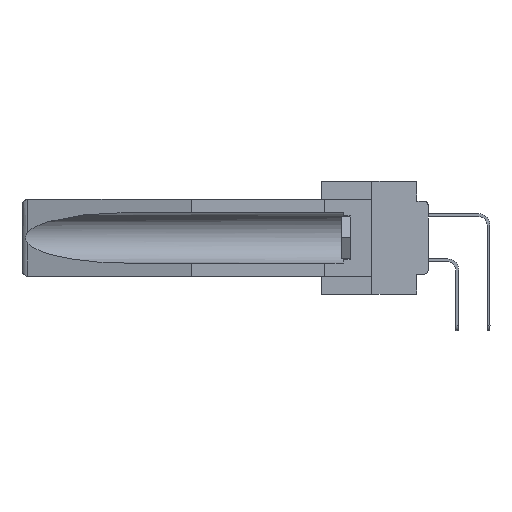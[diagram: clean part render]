
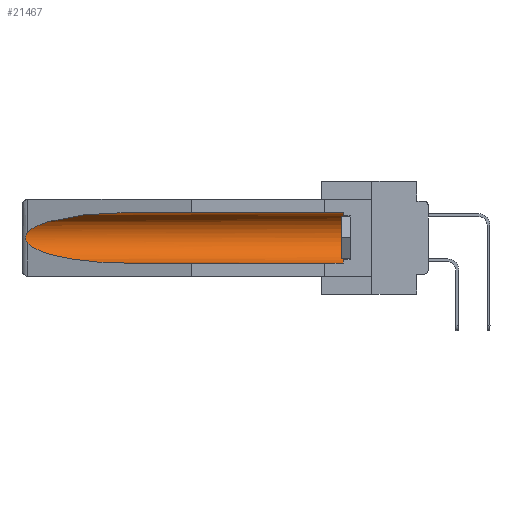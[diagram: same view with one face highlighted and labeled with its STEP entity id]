
A CAD part, left-side view. The second image highlights one B-rep face of the part: STEP entity #21467.
In plain terms, the highlighted cylindrical face has radius 2.857 mm (diameter 5.715 mm), a partial arc.
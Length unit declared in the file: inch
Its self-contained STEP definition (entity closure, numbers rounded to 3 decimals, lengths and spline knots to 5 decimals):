
#367 = CARTESIAN_POINT ( 'NONE',  ( 0.155, -0.30754, -0.1715 ) ) ;
#524 = CARTESIAN_POINT ( 'NONE',  ( 0.155, 1.07973, -0.059 ) ) ;
#740 = DIRECTION ( 'NONE',  ( 0., 1., 0. ) ) ;
#1172 = EDGE_CURVE ( 'NONE', #5504, #16823, #20885, .T. ) ;
#1223 = AXIS2_PLACEMENT_3D ( 'NONE', #367, #740, #17066 ) ;
#1617 = CARTESIAN_POINT ( 'NONE',  ( 0.2673, 1.53269, -0.17917 ) ) ;
#1736 = CARTESIAN_POINT ( 'NONE',  ( 0.25451, 1.48313, -0.09465 ) ) ;
#3349 = CARTESIAN_POINT ( 'NONE',  ( 0.155, 0.126, -0.059 ) ) ;
#3986 = EDGE_CURVE ( 'NONE', #30886, #5504, #28978, .T. ) ;
#4098 = DIRECTION ( 'NONE',  ( 0., 0., 1. ) ) ;
#5504 = VERTEX_POINT ( 'NONE', #3349 ) ;
#6358 = VECTOR ( 'NONE', #15895, 39.37008 ) ;
#6583 = CARTESIAN_POINT ( 'NONE',  ( 0.155, 0.126, -0.1715 ) ) ;
#6925 = B_SPLINE_CURVE_WITH_KNOTS ( 'NONE', 3,
 ( #19909, #28272, #9433, #11753, #7118, #22760, #1617, #12462, #9793, #31102 ),
 .UNSPECIFIED., .F., .F.,
 ( 4, 2, 2, 2, 4 ),
 ( 0., 0.00029, 0.00058, 0.00087, 0.00117 ),
 .UNSPECIFIED. ) ;
#7118 = CARTESIAN_POINT ( 'NONE',  ( 0.2675, 1.53308, -0.16763 ) ) ;
#7590 = CARTESIAN_POINT ( 'NONE',  ( 0.26537, 1.52718, -0.14972 ) ) ;
#9433 = CARTESIAN_POINT ( 'NONE',  ( 0.26654, 1.53092, -0.15636 ) ) ;
#9793 = CARTESIAN_POINT ( 'NONE',  ( 0.26597, 1.5296, -0.19026 ) ) ;
#10697 =( BOUNDED_CURVE ( )  B_SPLINE_CURVE ( 3, ( #34380, #12502, #24731, #27392 ),
 .UNSPECIFIED., .F., .F. ) 
 B_SPLINE_CURVE_WITH_KNOTS ( ( 4, 4 ),
 ( 0.1948, 1.5708 ),
 .UNSPECIFIED. ) 
 CURVE ( )  GEOMETRIC_REPRESENTATION_ITEM ( )  RATIONAL_B_SPLINE_CURVE ( ( 1., 0.848, 0.848, 1. ) ) 
 REPRESENTATION_ITEM ( '' )  );
#11753 = CARTESIAN_POINT ( 'NONE',  ( 0.2673, 1.5327, -0.16383 ) ) ;
#12462 = CARTESIAN_POINT ( 'NONE',  ( 0.26655, 1.53094, -0.18657 ) ) ;
#12502 = CARTESIAN_POINT ( 'NONE',  ( 0.25451, 1.48313, -0.24835 ) ) ;
#13659 = AXIS2_PLACEMENT_3D ( 'NONE', #6583, #25417, #4098 ) ;
#15895 = DIRECTION ( 'NONE',  ( 0., 1., 0. ) ) ;
#16081 = ORIENTED_EDGE ( 'NONE', *, *, #33792, .F. ) ;
#16823 = VERTEX_POINT ( 'NONE', #524 ) ;
#17066 = DIRECTION ( 'NONE',  ( 0., 0., 1. ) ) ;
#19249 = CARTESIAN_POINT ( 'NONE',  ( 0.26537, 1.52718, -0.19328 ) ) ;
#19909 = CARTESIAN_POINT ( 'NONE',  ( 0.26537, 1.52718, -0.14972 ) ) ;
#20885 = LINE ( 'NONE', #21062, #6358 ) ;
#21062 = CARTESIAN_POINT ( 'NONE',  ( 0.155, -0.30754, -0.059 ) ) ;
#21467 = ADVANCED_FACE ( 'NONE', ( #22572 ), #22395, .F. ) ;
#21616 = CARTESIAN_POINT ( 'NONE',  ( 0.155, 0.126, -0.284 ) ) ;
#21807 = CARTESIAN_POINT ( 'NONE',  ( 0.155, 1.07973, -0.284 ) ) ;
#21877 = DIRECTION ( 'NONE',  ( 0., 1., 0. ) ) ;
#22395 = CYLINDRICAL_SURFACE ( 'NONE', #1223, 0.1125 ) ;
#22526 =( BOUNDED_CURVE ( )  B_SPLINE_CURVE ( 3, ( #26250, #23589, #1736, #7590 ),
 .UNSPECIFIED., .F., .F. ) 
 B_SPLINE_CURVE_WITH_KNOTS ( ( 4, 4 ),
 ( 4.71239, 6.08839 ),
 .UNSPECIFIED. ) 
 CURVE ( )  GEOMETRIC_REPRESENTATION_ITEM ( )  RATIONAL_B_SPLINE_CURVE ( ( 1., 0.848, 0.848, 1. ) ) 
 REPRESENTATION_ITEM ( '' )  );
#22572 = FACE_OUTER_BOUND ( 'NONE', #26145, .T. ) ;
#22760 = CARTESIAN_POINT ( 'NONE',  ( 0.2675, 1.53308, -0.17534 ) ) ;
#23589 = CARTESIAN_POINT ( 'NONE',  ( 0.21114, 1.30732, -0.059 ) ) ;
#24731 = CARTESIAN_POINT ( 'NONE',  ( 0.21114, 1.30732, -0.284 ) ) ;
#25075 = ORIENTED_EDGE ( 'NONE', *, *, #31558, .T. ) ;
#25294 = EDGE_CURVE ( 'NONE', #26662, #33364, #6925, .T. ) ;
#25417 = DIRECTION ( 'NONE',  ( 0., -1., 0. ) ) ;
#26003 = VERTEX_POINT ( 'NONE', #21807 ) ;
#26145 = EDGE_LOOP ( 'NONE', ( #25075, #33605, #31065, #16081, #32491, #28330 ) ) ;
#26201 = VECTOR ( 'NONE', #21877, 39.37008 ) ;
#26250 = CARTESIAN_POINT ( 'NONE',  ( 0.155, 1.07973, -0.059 ) ) ;
#26662 = VERTEX_POINT ( 'NONE', #34040 ) ;
#26863 = CARTESIAN_POINT ( 'NONE',  ( 0.155, -0.30754, -0.284 ) ) ;
#27392 = CARTESIAN_POINT ( 'NONE',  ( 0.155, 1.07973, -0.284 ) ) ;
#28272 = CARTESIAN_POINT ( 'NONE',  ( 0.26597, 1.52961, -0.15275 ) ) ;
#28330 = ORIENTED_EDGE ( 'NONE', *, *, #1172, .T. ) ;
#28978 = CIRCLE ( 'NONE', #13659, 0.1125 ) ;
#30886 = VERTEX_POINT ( 'NONE', #21616 ) ;
#31065 = ORIENTED_EDGE ( 'NONE', *, *, #33715, .T. ) ;
#31102 = CARTESIAN_POINT ( 'NONE',  ( 0.26537, 1.52718, -0.19328 ) ) ;
#31558 = EDGE_CURVE ( 'NONE', #16823, #26662, #22526, .T. ) ;
#32491 = ORIENTED_EDGE ( 'NONE', *, *, #3986, .T. ) ;
#32915 = LINE ( 'NONE', #26863, #26201 ) ;
#33364 = VERTEX_POINT ( 'NONE', #19249 ) ;
#33605 = ORIENTED_EDGE ( 'NONE', *, *, #25294, .T. ) ;
#33715 = EDGE_CURVE ( 'NONE', #33364, #26003, #10697, .T. ) ;
#33792 = EDGE_CURVE ( 'NONE', #30886, #26003, #32915, .T. ) ;
#34040 = CARTESIAN_POINT ( 'NONE',  ( 0.26537, 1.52718, -0.14972 ) ) ;
#34380 = CARTESIAN_POINT ( 'NONE',  ( 0.26537, 1.52718, -0.19328 ) ) ;
